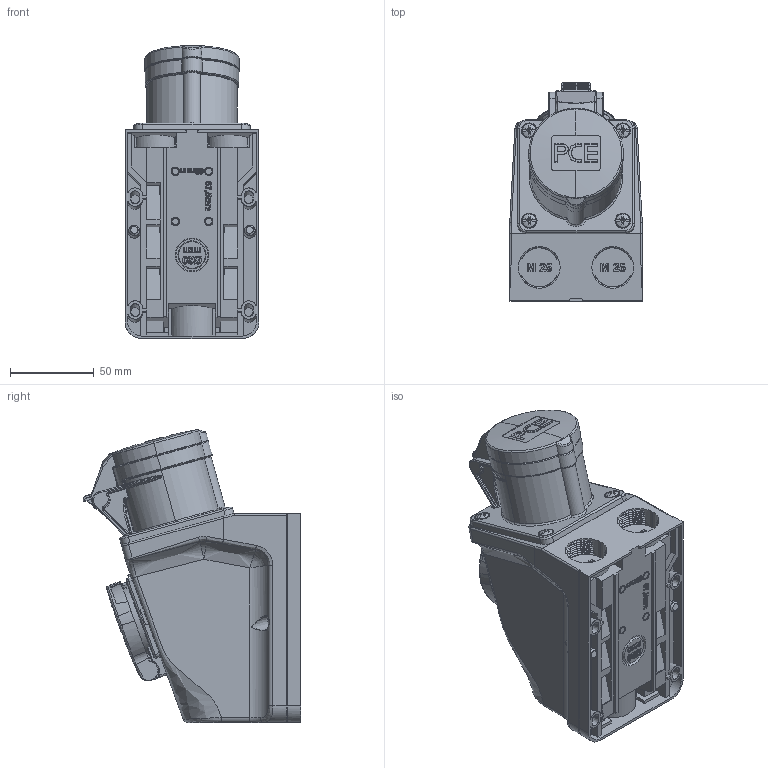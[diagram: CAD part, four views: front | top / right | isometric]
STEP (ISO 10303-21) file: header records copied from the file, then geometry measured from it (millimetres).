
FILE_DESCRIPTION (( 'STEP AP203' ), '1' );
FILE_NAME ('9214-6.STEP', '2023-03-01T09:36:44', ( '' ), ( '' ), 'SwSTEP 2.0', 'SolidWorks 2022', '' );
FILE_SCHEMA (( 'CONFIG_CONTROL_DESIGN' ));
Products named in the file (1): 9214-6
Bounding box: 80.14 x 130.33 x 175.28 mm (x, y, z)
Volume: 871177.6 mm3; surface area: 83153.4 mm2
Topology: 1 solids, 4 shells, 2254 faces, 5952 edges, 3786 vertices
Faces by surface type: plane 995, bspline 537, cylinder 424, torus 169, cone 91, sphere 38
Entity records: 112950 total; most frequent: CARTESIAN_POINT 63468, ORIENTED_EDGE 11848, DIRECTION 8198, EDGE_CURVE 5924, VERTEX_POINT 3781, AXIS2_PLACEMENT_3D 2825, LINE 2548, VECTOR 2548
